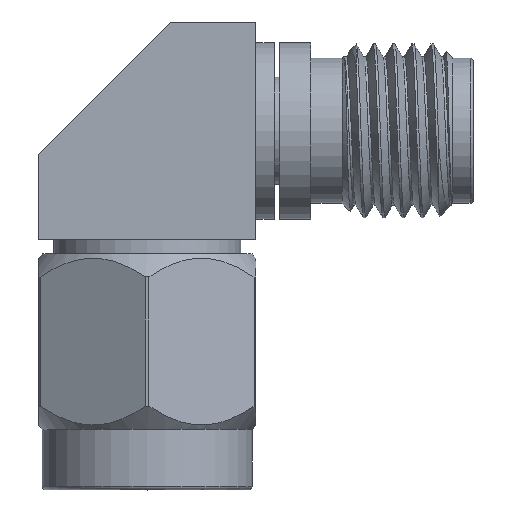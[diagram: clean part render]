
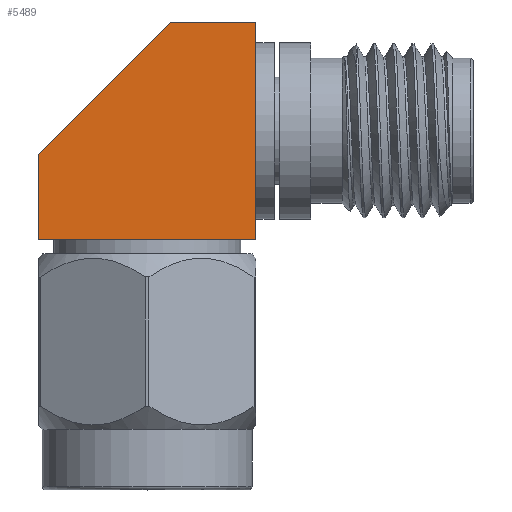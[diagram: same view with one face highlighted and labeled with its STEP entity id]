
A CAD part, top view. The second image highlights one B-rep face of the part: STEP entity #5489.
In plain terms, the highlighted planar face has unit normal (0, 0, 1).
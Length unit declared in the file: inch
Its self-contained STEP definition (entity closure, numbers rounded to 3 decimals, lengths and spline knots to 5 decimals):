
#111 = VECTOR ( 'NONE', #2163, 39.37008 ) ;
#131 = EDGE_LOOP ( 'NONE', ( #1276, #5926, #5488, #4776, #5087 ) ) ;
#184 = CARTESIAN_POINT ( 'NONE',  ( 0.03362, 0.15638, 0.1565 ) ) ;
#275 = LINE ( 'NONE', #996, #6345 ) ;
#495 = VECTOR ( 'NONE', #3905, 39.37008 ) ;
#818 = CARTESIAN_POINT ( 'NONE',  ( -0.15638, -0.03362, 0.1565 ) ) ;
#996 = CARTESIAN_POINT ( 'NONE',  ( 0.15638, -0.15638, 0.1565 ) ) ;
#1260 = LINE ( 'NONE', #818, #5629 ) ;
#1276 = ORIENTED_EDGE ( 'NONE', *, *, #5340, .T. ) ;
#1295 = EDGE_CURVE ( 'NONE', #2754, #6052, #1260, .T. ) ;
#2002 = CARTESIAN_POINT ( 'NONE',  ( -0.15638, -0.03362, 0.1565 ) ) ;
#2093 = DIRECTION ( 'NONE',  ( 1., 0., 0. ) ) ;
#2163 = DIRECTION ( 'NONE',  ( -1., 0., 0. ) ) ;
#2367 = VERTEX_POINT ( 'NONE', #5772 ) ;
#2536 = LINE ( 'NONE', #3375, #495 ) ;
#2754 = VERTEX_POINT ( 'NONE', #184 ) ;
#3037 = FACE_OUTER_BOUND ( 'NONE', #131, .T. ) ;
#3375 = CARTESIAN_POINT ( 'NONE',  ( -0.15638, -0.15638, 0.1565 ) ) ;
#3651 = CARTESIAN_POINT ( 'NONE',  ( -0.15638, -0.15638, 0.1565 ) ) ;
#3761 = LINE ( 'NONE', #5823, #111 ) ;
#3905 = DIRECTION ( 'NONE',  ( 0., -1., 0. ) ) ;
#3954 = EDGE_CURVE ( 'NONE', #5408, #2367, #275, .T. ) ;
#4776 = ORIENTED_EDGE ( 'NONE', *, *, #5116, .T. ) ;
#4989 = EDGE_CURVE ( 'NONE', #6052, #6070, #2536, .T. ) ;
#5003 = DIRECTION ( 'NONE',  ( -0.707, -0.707, 0. ) ) ;
#5087 = ORIENTED_EDGE ( 'NONE', *, *, #3954, .T. ) ;
#5116 = EDGE_CURVE ( 'NONE', #6070, #5408, #5299, .T. ) ;
#5249 = CARTESIAN_POINT ( 'NONE',  ( 0.15638, -0.15638, 0.1565 ) ) ;
#5271 = CARTESIAN_POINT ( 'NONE',  ( 0., 0., 0.1565 ) ) ;
#5299 = LINE ( 'NONE', #6579, #6014 ) ;
#5340 = EDGE_CURVE ( 'NONE', #2367, #2754, #3761, .T. ) ;
#5360 = DIRECTION ( 'NONE',  ( 0., 0., -1. ) ) ;
#5408 = VERTEX_POINT ( 'NONE', #5249 ) ;
#5488 = ORIENTED_EDGE ( 'NONE', *, *, #4989, .T. ) ;
#5489 = ADVANCED_FACE ( 'NONE', ( #3037 ), #6269, .F. ) ;
#5629 = VECTOR ( 'NONE', #5003, 39.37008 ) ;
#5772 = CARTESIAN_POINT ( 'NONE',  ( 0.15638, 0.15638, 0.1565 ) ) ;
#5823 = CARTESIAN_POINT ( 'NONE',  ( -0.15638, 0.15638, 0.1565 ) ) ;
#5873 = DIRECTION ( 'NONE',  ( -1., 0., 0. ) ) ;
#5926 = ORIENTED_EDGE ( 'NONE', *, *, #1295, .T. ) ;
#6014 = VECTOR ( 'NONE', #2093, 39.37008 ) ;
#6035 = AXIS2_PLACEMENT_3D ( 'NONE', #5271, #5360, #5873 ) ;
#6052 = VERTEX_POINT ( 'NONE', #2002 ) ;
#6070 = VERTEX_POINT ( 'NONE', #3651 ) ;
#6110 = DIRECTION ( 'NONE',  ( 0., 1., 0. ) ) ;
#6269 = PLANE ( 'NONE',  #6035 ) ;
#6345 = VECTOR ( 'NONE', #6110, 39.37008 ) ;
#6579 = CARTESIAN_POINT ( 'NONE',  ( -0.15638, -0.15638, 0.1565 ) ) ;
